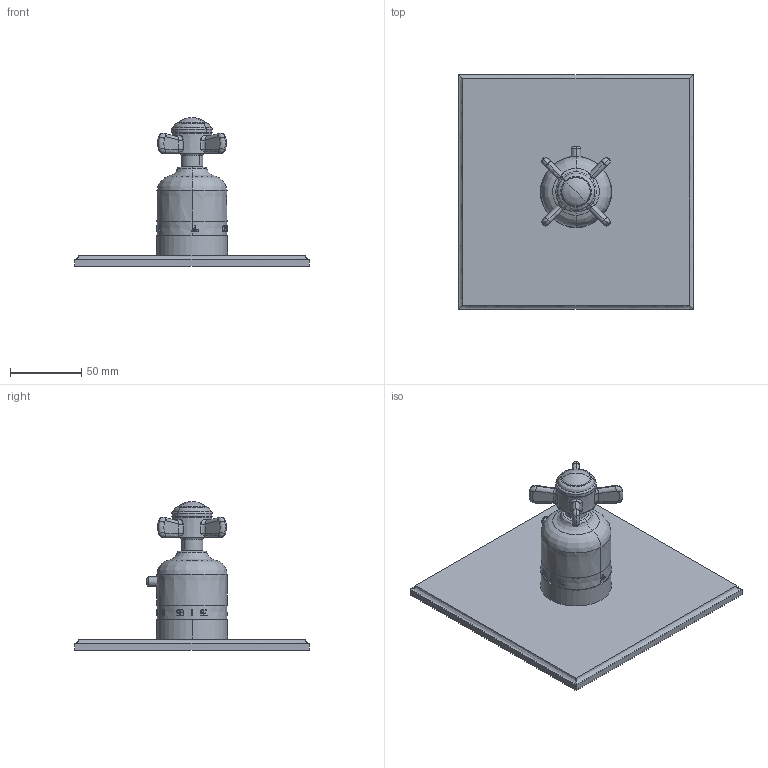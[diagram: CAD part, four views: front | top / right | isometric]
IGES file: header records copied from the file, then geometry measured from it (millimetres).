
Start section:  PTC IGES file: 3-1004ts.igs
Global section: file name: 3-1004ts.igs; native system: Creo Parametric by PTC Inc.; preprocessor: 2018400; author: jinson.thomas; organization: Unknown; date: 20201202.120356; units: inch
Bounding box: 165.1 x 165.1 x 104.62 mm (x, y, z)
Volume: 338010.4 mm3; surface area: 73196.6 mm2
Topology: 1 solids, 2 shells, 489 faces, 1308 edges, 841 vertices
Faces by surface type: bspline 370, revolution 119
